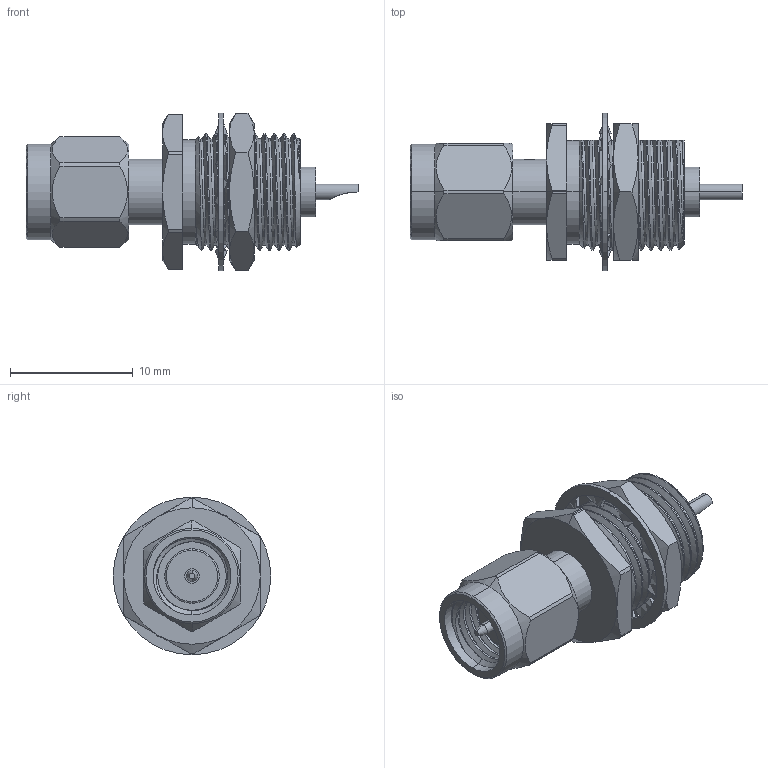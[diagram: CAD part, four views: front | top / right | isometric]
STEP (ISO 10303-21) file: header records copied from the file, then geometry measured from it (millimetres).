
FILE_DESCRIPTION (( 'STEP AP203' ), '1' );
FILE_NAME ('PE4544.step', '2018-11-19T17:32:44', ( '' ), ( '' ), 'SwSTEP 2.0', 'SolidWorks 2017', '' );
FILE_SCHEMA (( 'CONFIG_CONTROL_DESIGN' ));
Products named in the file (1): PE4544
Bounding box: 27.05 x 12.84 x 12.84 mm (x, y, z)
Volume: 1281.4 mm3; surface area: 1565.3 mm2
Topology: 3 solids, 3 shells, 274 faces, 774 edges, 516 vertices
Faces by surface type: cylinder 109, bspline 84, cone 44, plane 37
Entity records: 26728 total; most frequent: CARTESIAN_POINT 20624, ORIENTED_EDGE 1548, DIRECTION 907, EDGE_CURVE 774, VERTEX_POINT 516, AXIS2_PLACEMENT_3D 353, EDGE_LOOP 288, B_SPLINE_CURVE_WITH_KNOTS 275
